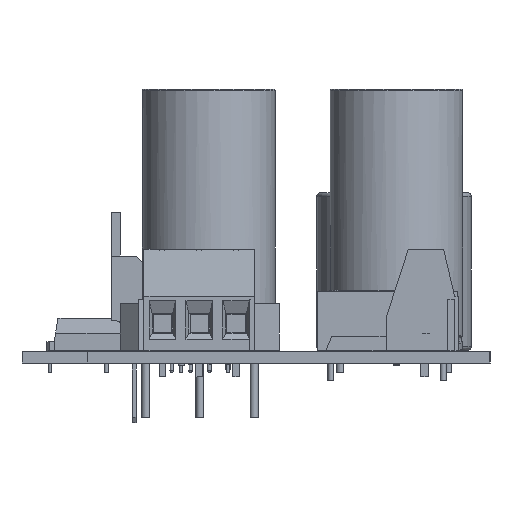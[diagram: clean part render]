
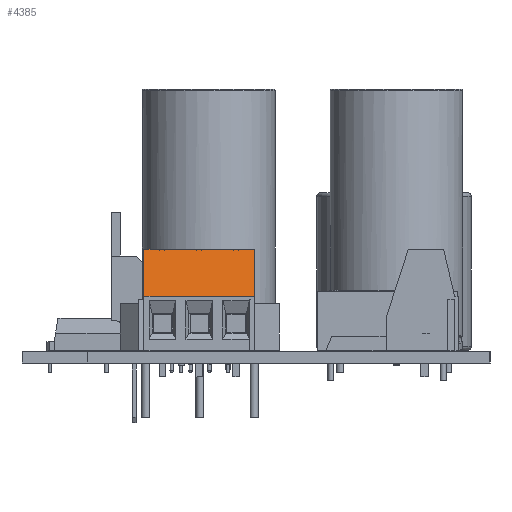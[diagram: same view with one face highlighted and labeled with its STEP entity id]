
A CAD part, left-side view. The second image highlights one B-rep face of the part: STEP entity #4385.
In plain terms, the highlighted face is planar.
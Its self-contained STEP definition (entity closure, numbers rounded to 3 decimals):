
#4078 = EDGE_CURVE('',#4079,#4081,#4083,.T.);
#4079 = VERTEX_POINT('',#4080);
#4080 = CARTESIAN_POINT('',(-2.5,-2.6,13.8));
#4081 = VERTEX_POINT('',#4082);
#4082 = CARTESIAN_POINT('',(-2.5,-4.1,7.4));
#4083 = SURFACE_CURVE('',#4084,(#4088,#4100),.PCURVE_S1.);
#4084 = LINE('',#4085,#4086);
#4085 = CARTESIAN_POINT('',(-2.5,-2.6,13.8));
#4086 = VECTOR('',#4087,1.);
#4087 = DIRECTION('',(0.,-0.228,-0.974));
#4088 = PCURVE('',#4089,#4094);
#4089 = PLANE('',#4090);
#4090 = AXIS2_PLACEMENT_3D('',#4091,#4092,#4093);
#4091 = CARTESIAN_POINT('',(-2.5,0.3,6.9));
#4092 = DIRECTION('',(1.,0.,0.));
#4093 = DIRECTION('',(0.,0.,1.));
#4094 = DEFINITIONAL_REPRESENTATION('',(#4095),#4099);
#4095 = LINE('',#4096,#4097);
#4096 = CARTESIAN_POINT('',(6.9,2.9));
#4097 = VECTOR('',#4098,1.);
#4098 = DIRECTION('',(-0.974,0.228));
#4099 = ( GEOMETRIC_REPRESENTATION_CONTEXT(2) 
PARAMETRIC_REPRESENTATION_CONTEXT() REPRESENTATION_CONTEXT('2D SPACE',''
  ) );
#4100 = PCURVE('',#4101,#4106);
#4101 = PLANE('',#4102);
#4102 = AXIS2_PLACEMENT_3D('',#4103,#4104,#4105);
#4103 = CARTESIAN_POINT('',(-2.5,-2.6,13.8));
#4104 = DIRECTION('',(0.,0.974,-0.228));
#4105 = DIRECTION('',(0.,-0.228,-0.974));
#4106 = DEFINITIONAL_REPRESENTATION('',(#4107),#4111);
#4107 = LINE('',#4108,#4109);
#4108 = CARTESIAN_POINT('',(0.,0.));
#4109 = VECTOR('',#4110,1.);
#4110 = DIRECTION('',(1.,0.));
#4111 = ( GEOMETRIC_REPRESENTATION_CONTEXT(2) 
PARAMETRIC_REPRESENTATION_CONTEXT() REPRESENTATION_CONTEXT('2D SPACE',''
  ) );
#4129 = PLANE('',#4130);
#4130 = AXIS2_PLACEMENT_3D('',#4131,#4132,#4133);
#4131 = CARTESIAN_POINT('',(-2.5,-4.1,7.4));
#4132 = DIRECTION('',(0.,0.,-1.));
#4133 = DIRECTION('',(0.,-1.,0.));
#4374 = PLANE('',#4375);
#4375 = AXIS2_PLACEMENT_3D('',#4376,#4377,#4378);
#4376 = CARTESIAN_POINT('',(-2.5,5.2,13.8));
#4377 = DIRECTION('',(0.,0.,-1.));
#4378 = DIRECTION('',(0.,-1.,0.));
#4385 = ADVANCED_FACE('',(#4386),#4101,.F.);
#4386 = FACE_BOUND('',#4387,.F.);
#4387 = EDGE_LOOP('',(#4388,#4411,#4439,#4460));
#4388 = ORIENTED_EDGE('',*,*,#4389,.T.);
#4389 = EDGE_CURVE('',#4079,#4390,#4392,.T.);
#4390 = VERTEX_POINT('',#4391);
#4391 = CARTESIAN_POINT('',(12.5,-2.6,13.8));
#4392 = SURFACE_CURVE('',#4393,(#4397,#4404),.PCURVE_S1.);
#4393 = LINE('',#4394,#4395);
#4394 = CARTESIAN_POINT('',(-2.5,-2.6,13.8));
#4395 = VECTOR('',#4396,1.);
#4396 = DIRECTION('',(1.,0.,0.));
#4397 = PCURVE('',#4101,#4398);
#4398 = DEFINITIONAL_REPRESENTATION('',(#4399),#4403);
#4399 = LINE('',#4400,#4401);
#4400 = CARTESIAN_POINT('',(0.,0.));
#4401 = VECTOR('',#4402,1.);
#4402 = DIRECTION('',(0.,-1.));
#4403 = ( GEOMETRIC_REPRESENTATION_CONTEXT(2) 
PARAMETRIC_REPRESENTATION_CONTEXT() REPRESENTATION_CONTEXT('2D SPACE',''
  ) );
#4404 = PCURVE('',#4374,#4405);
#4405 = DEFINITIONAL_REPRESENTATION('',(#4406),#4410);
#4406 = LINE('',#4407,#4408);
#4407 = CARTESIAN_POINT('',(7.8,0.));
#4408 = VECTOR('',#4409,1.);
#4409 = DIRECTION('',(0.,-1.));
#4410 = ( GEOMETRIC_REPRESENTATION_CONTEXT(2) 
PARAMETRIC_REPRESENTATION_CONTEXT() REPRESENTATION_CONTEXT('2D SPACE',''
  ) );
#4411 = ORIENTED_EDGE('',*,*,#4412,.T.);
#4412 = EDGE_CURVE('',#4390,#4413,#4415,.T.);
#4413 = VERTEX_POINT('',#4414);
#4414 = CARTESIAN_POINT('',(12.5,-4.1,7.4));
#4415 = SURFACE_CURVE('',#4416,(#4420,#4427),.PCURVE_S1.);
#4416 = LINE('',#4417,#4418);
#4417 = CARTESIAN_POINT('',(12.5,-2.6,13.8));
#4418 = VECTOR('',#4419,1.);
#4419 = DIRECTION('',(0.,-0.228,-0.974));
#4420 = PCURVE('',#4101,#4421);
#4421 = DEFINITIONAL_REPRESENTATION('',(#4422),#4426);
#4422 = LINE('',#4423,#4424);
#4423 = CARTESIAN_POINT('',(0.,-15.));
#4424 = VECTOR('',#4425,1.);
#4425 = DIRECTION('',(1.,0.));
#4426 = ( GEOMETRIC_REPRESENTATION_CONTEXT(2) 
PARAMETRIC_REPRESENTATION_CONTEXT() REPRESENTATION_CONTEXT('2D SPACE',''
  ) );
#4427 = PCURVE('',#4428,#4433);
#4428 = PLANE('',#4429);
#4429 = AXIS2_PLACEMENT_3D('',#4430,#4431,#4432);
#4430 = CARTESIAN_POINT('',(12.5,0.3,6.9));
#4431 = DIRECTION('',(1.,0.,0.));
#4432 = DIRECTION('',(0.,0.,1.));
#4433 = DEFINITIONAL_REPRESENTATION('',(#4434),#4438);
#4434 = LINE('',#4435,#4436);
#4435 = CARTESIAN_POINT('',(6.9,2.9));
#4436 = VECTOR('',#4437,1.);
#4437 = DIRECTION('',(-0.974,0.228));
#4438 = ( GEOMETRIC_REPRESENTATION_CONTEXT(2) 
PARAMETRIC_REPRESENTATION_CONTEXT() REPRESENTATION_CONTEXT('2D SPACE',''
  ) );
#4439 = ORIENTED_EDGE('',*,*,#4440,.F.);
#4440 = EDGE_CURVE('',#4081,#4413,#4441,.T.);
#4441 = SURFACE_CURVE('',#4442,(#4446,#4453),.PCURVE_S1.);
#4442 = LINE('',#4443,#4444);
#4443 = CARTESIAN_POINT('',(-2.5,-4.1,7.4));
#4444 = VECTOR('',#4445,1.);
#4445 = DIRECTION('',(1.,0.,0.));
#4446 = PCURVE('',#4101,#4447);
#4447 = DEFINITIONAL_REPRESENTATION('',(#4448),#4452);
#4448 = LINE('',#4449,#4450);
#4449 = CARTESIAN_POINT('',(6.573,0.));
#4450 = VECTOR('',#4451,1.);
#4451 = DIRECTION('',(0.,-1.));
#4452 = ( GEOMETRIC_REPRESENTATION_CONTEXT(2) 
PARAMETRIC_REPRESENTATION_CONTEXT() REPRESENTATION_CONTEXT('2D SPACE',''
  ) );
#4453 = PCURVE('',#4129,#4454);
#4454 = DEFINITIONAL_REPRESENTATION('',(#4455),#4459);
#4455 = LINE('',#4456,#4457);
#4456 = CARTESIAN_POINT('',(0.,0.));
#4457 = VECTOR('',#4458,1.);
#4458 = DIRECTION('',(0.,-1.));
#4459 = ( GEOMETRIC_REPRESENTATION_CONTEXT(2) 
PARAMETRIC_REPRESENTATION_CONTEXT() REPRESENTATION_CONTEXT('2D SPACE',''
  ) );
#4460 = ORIENTED_EDGE('',*,*,#4078,.F.);
